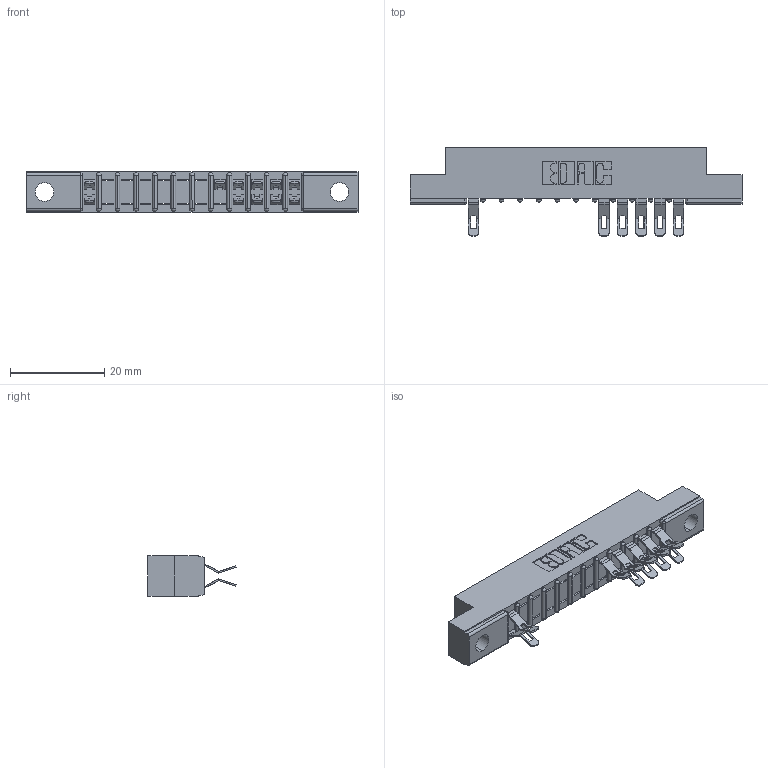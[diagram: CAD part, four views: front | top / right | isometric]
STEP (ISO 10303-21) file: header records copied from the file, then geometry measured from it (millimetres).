
FILE_DESCRIPTION (( 'STEP AP203' ), '1' );
FILE_NAME ('307-024-555-202.STEP', '2018-08-04T07:12:04', ( '' ), ( '' ), 'SwSTEP 2.0', 'SolidWorks 2016', '' );
FILE_SCHEMA (( 'CONFIG_CONTROL_DESIGN' ));
Length unit declared in the file: inch
Products named in the file (3): 307 Part_.128 Dia Mounting Holes; 307-290-001_555; 307-024-555-202
Assembly tree (12 placements, depth 2):
  307-024-555-202
    307 Part_.128 Dia Mounting Holes
    307-290-001_555  x11
Bounding box: 70.56 x 18.75 x 8.71 mm (x, y, z)
Volume: 4393.2 mm3; surface area: 6271.8 mm2
Topology: 12 solids, 12 shells, 932 faces, 2730 edges, 1768 vertices
Faces by surface type: plane 522, cylinder 384, sphere 26
Entity records: 14493 total; most frequent: CARTESIAN_POINT 2439, ORIENTED_EDGE 2428, DIRECTION 2396, EDGE_CURVE 1214, LINE 906, VECTOR 906, VERTEX_POINT 788, AXIS2_PLACEMENT_3D 745
